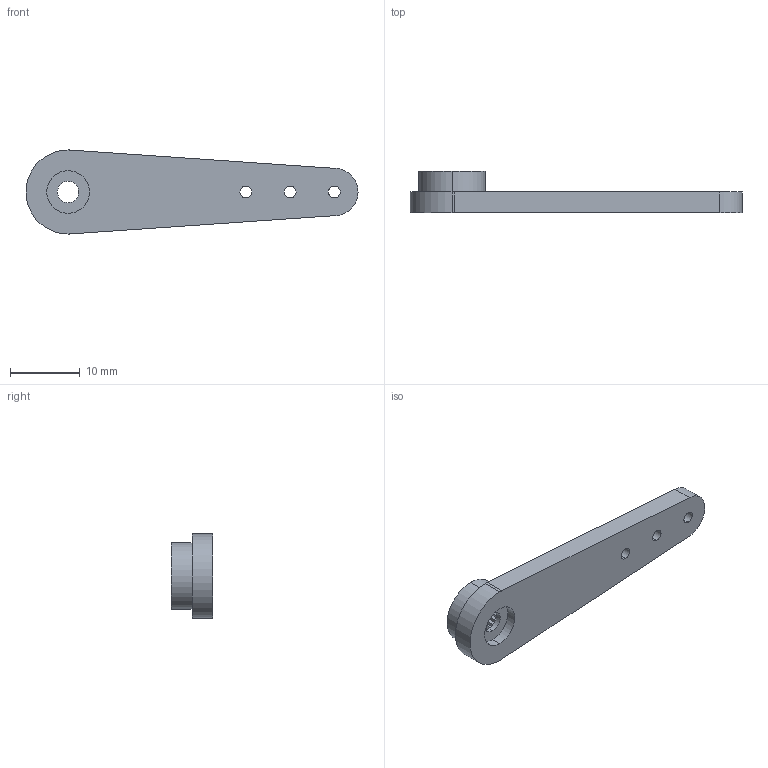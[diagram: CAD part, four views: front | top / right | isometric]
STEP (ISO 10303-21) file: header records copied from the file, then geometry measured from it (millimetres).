
FILE_DESCRIPTION (( 'STEP AP203' ), '1' );
FILE_NAME ('FUTM2115.STEP', '2014-10-31T16:04:01', ( 'Kyle' ), ( 'Microsoft' ), 'SwSTEP 2.0', 'SolidWorks 2014', '' );
FILE_SCHEMA (( 'CONFIG_CONTROL_DESIGN' ));
Length unit declared in the file: inch
Products named in the file (1): FUTM2115
Bounding box: 47.5 x 5.92 x 12.03 mm (x, y, z)
Volume: 1337.2 mm3; surface area: 1407.5 mm2
Topology: 1 solids, 1 shells, 73 faces, 204 edges, 136 vertices
Faces by surface type: plane 57, cylinder 16
Entity records: 2425 total; most frequent: CARTESIAN_POINT 414, ORIENTED_EDGE 408, DIRECTION 384, EDGE_CURVE 204, VECTOR 172, LINE 172, VERTEX_POINT 136, AXIS2_PLACEMENT_3D 106
